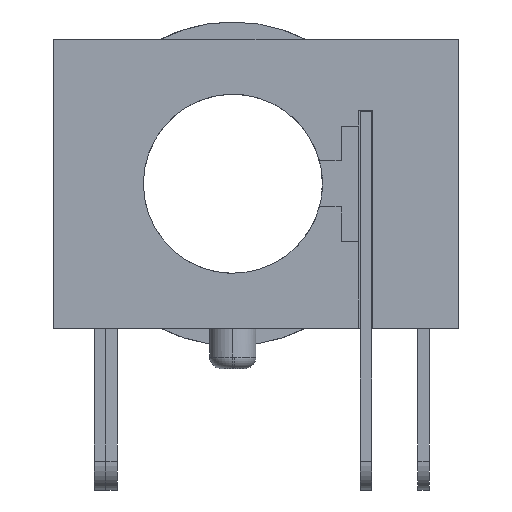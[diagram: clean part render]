
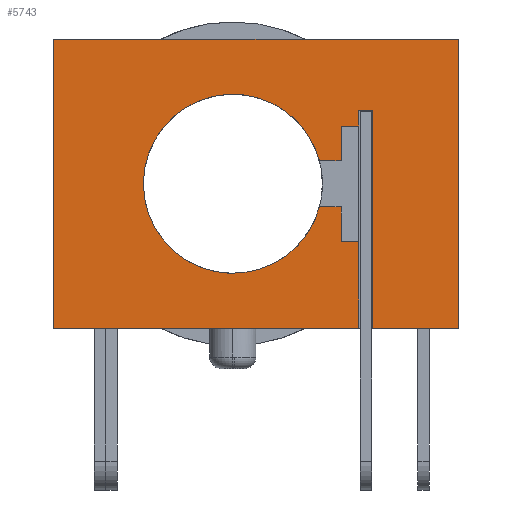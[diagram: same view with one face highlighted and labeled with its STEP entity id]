
A CAD part, front view. The second image highlights one B-rep face of the part: STEP entity #5743.
In plain terms, the highlighted planar face has unit normal (0, -1, 0).
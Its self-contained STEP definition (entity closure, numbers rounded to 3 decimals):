
#848 = VERTEX_POINT('',#849);
#849 = CARTESIAN_POINT('',(-0.8,-2.,5.3));
#855 = EDGE_CURVE('',#848,#856,#858,.T.);
#856 = VERTEX_POINT('',#857);
#857 = CARTESIAN_POINT('',(6.2,-2.,5.3));
#858 = LINE('',#859,#860);
#859 = CARTESIAN_POINT('',(-0.8,-2.,5.3));
#860 = VECTOR('',#861,1.);
#861 = DIRECTION('',(1.,0.,0.));
#4610 = EDGE_CURVE('',#856,#4611,#4613,.T.);
#4611 = VERTEX_POINT('',#4612);
#4612 = CARTESIAN_POINT('',(6.2,-2.,0.3));
#4613 = LINE('',#4614,#4615);
#4614 = CARTESIAN_POINT('',(6.2,-2.,5.3));
#4615 = VECTOR('',#4616,1.);
#4616 = DIRECTION('',(0.,0.,-1.));
#4688 = VERTEX_POINT('',#4689);
#4689 = CARTESIAN_POINT('',(4.475,-2.,0.3));
#4697 = EDGE_CURVE('',#4688,#4698,#4700,.T.);
#4698 = VERTEX_POINT('',#4699);
#4699 = CARTESIAN_POINT('',(-0.8,-2.,0.3));
#4700 = LINE('',#4701,#4702);
#4701 = CARTESIAN_POINT('',(4.475,-2.,0.3));
#4702 = VECTOR('',#4703,1.);
#4703 = DIRECTION('',(-1.,0.,0.));
#4923 = EDGE_CURVE('',#4611,#4924,#4926,.T.);
#4924 = VERTEX_POINT('',#4925);
#4925 = CARTESIAN_POINT('',(4.725,-2.,0.3));
#4926 = LINE('',#4927,#4928);
#4927 = CARTESIAN_POINT('',(6.2,-2.,0.3));
#4928 = VECTOR('',#4929,1.);
#4929 = DIRECTION('',(-1.,0.,0.));
#5473 = VERTEX_POINT('',#5474);
#5474 = CARTESIAN_POINT('',(4.475,-2.,1.8));
#5482 = EDGE_CURVE('',#5473,#4688,#5483,.T.);
#5483 = LINE('',#5484,#5485);
#5484 = CARTESIAN_POINT('',(4.475,-2.,1.8));
#5485 = VECTOR('',#5486,1.);
#5486 = DIRECTION('',(0.,0.,-1.));
#5491 = VERTEX_POINT('',#5492);
#5492 = CARTESIAN_POINT('',(4.475,-2.,4.074));
#5498 = EDGE_CURVE('',#5491,#5499,#5501,.T.);
#5499 = VERTEX_POINT('',#5500);
#5500 = CARTESIAN_POINT('',(4.475,-2.,3.8));
#5501 = LINE('',#5502,#5503);
#5502 = CARTESIAN_POINT('',(4.475,-2.,4.074));
#5503 = VECTOR('',#5504,1.);
#5504 = DIRECTION('',(0.,0.,-1.));
#5620 = VERTEX_POINT('',#5621);
#5621 = CARTESIAN_POINT('',(0.75,-2.,2.8));
#5627 = EDGE_CURVE('',#5628,#5620,#5630,.T.);
#5628 = VERTEX_POINT('',#5629);
#5629 = CARTESIAN_POINT('',(3.797,-2.,3.2));
#5630 = CIRCLE('',#5631,1.55);
#5631 = AXIS2_PLACEMENT_3D('',#5632,#5633,#5634);
#5632 = CARTESIAN_POINT('',(2.3,-2.,2.8));
#5633 = DIRECTION('',(0.,-1.,0.));
#5634 = DIRECTION('',(0.966,0.,0.258)
  );
#5652 = VERTEX_POINT('',#5653);
#5653 = CARTESIAN_POINT('',(3.797,-2.,2.4));
#5659 = EDGE_CURVE('',#5620,#5652,#5660,.T.);
#5660 = CIRCLE('',#5661,1.55);
#5661 = AXIS2_PLACEMENT_3D('',#5662,#5663,#5664);
#5662 = CARTESIAN_POINT('',(2.3,-2.,2.8));
#5663 = DIRECTION('',(0.,-1.,0.));
#5664 = DIRECTION('',(-1.,0.,0.));
#5684 = VERTEX_POINT('',#5685);
#5685 = CARTESIAN_POINT('',(4.175,-2.,2.4));
#5693 = EDGE_CURVE('',#5652,#5684,#5694,.T.);
#5694 = LINE('',#5695,#5696);
#5695 = CARTESIAN_POINT('',(3.797,-2.,2.4));
#5696 = VECTOR('',#5697,1.);
#5697 = DIRECTION('',(1.,0.,0.));
#5743 = ADVANCED_FACE('',(#5744),#5811,.F.);
#5744 = FACE_BOUND('',#5745,.T.);
#5745 = EDGE_LOOP('',(#5746,#5747,#5755,#5761,#5762,#5763,#5764,#5770,
    #5771,#5772,#5780,#5786,#5787,#5788,#5789,#5797,#5805));
#5746 = ORIENTED_EDGE('',*,*,#5498,.F.);
#5747 = ORIENTED_EDGE('',*,*,#5748,.F.);
#5748 = EDGE_CURVE('',#5749,#5491,#5751,.T.);
#5749 = VERTEX_POINT('',#5750);
#5750 = CARTESIAN_POINT('',(4.725,-2.,4.074));
#5751 = LINE('',#5752,#5753);
#5752 = CARTESIAN_POINT('',(4.725,-2.,4.074));
#5753 = VECTOR('',#5754,1.);
#5754 = DIRECTION('',(-1.,0.,0.));
#5755 = ORIENTED_EDGE('',*,*,#5756,.F.);
#5756 = EDGE_CURVE('',#4924,#5749,#5757,.T.);
#5757 = LINE('',#5758,#5759);
#5758 = CARTESIAN_POINT('',(4.725,-2.,0.3));
#5759 = VECTOR('',#5760,1.);
#5760 = DIRECTION('',(0.,0.,1.));
#5761 = ORIENTED_EDGE('',*,*,#4923,.F.);
#5762 = ORIENTED_EDGE('',*,*,#4610,.F.);
#5763 = ORIENTED_EDGE('',*,*,#855,.F.);
#5764 = ORIENTED_EDGE('',*,*,#5765,.F.);
#5765 = EDGE_CURVE('',#4698,#848,#5766,.T.);
#5766 = LINE('',#5767,#5768);
#5767 = CARTESIAN_POINT('',(-0.8,-2.,0.3));
#5768 = VECTOR('',#5769,1.);
#5769 = DIRECTION('',(0.,0.,1.));
#5770 = ORIENTED_EDGE('',*,*,#4697,.F.);
#5771 = ORIENTED_EDGE('',*,*,#5482,.F.);
#5772 = ORIENTED_EDGE('',*,*,#5773,.F.);
#5773 = EDGE_CURVE('',#5774,#5473,#5776,.T.);
#5774 = VERTEX_POINT('',#5775);
#5775 = CARTESIAN_POINT('',(4.175,-2.,1.8));
#5776 = LINE('',#5777,#5778);
#5777 = CARTESIAN_POINT('',(4.175,-2.,1.8));
#5778 = VECTOR('',#5779,1.);
#5779 = DIRECTION('',(1.,0.,0.));
#5780 = ORIENTED_EDGE('',*,*,#5781,.F.);
#5781 = EDGE_CURVE('',#5684,#5774,#5782,.T.);
#5782 = LINE('',#5783,#5784);
#5783 = CARTESIAN_POINT('',(4.175,-2.,2.4));
#5784 = VECTOR('',#5785,1.);
#5785 = DIRECTION('',(0.,0.,-1.));
#5786 = ORIENTED_EDGE('',*,*,#5693,.F.);
#5787 = ORIENTED_EDGE('',*,*,#5659,.F.);
#5788 = ORIENTED_EDGE('',*,*,#5627,.F.);
#5789 = ORIENTED_EDGE('',*,*,#5790,.F.);
#5790 = EDGE_CURVE('',#5791,#5628,#5793,.T.);
#5791 = VERTEX_POINT('',#5792);
#5792 = CARTESIAN_POINT('',(4.175,-2.,3.2));
#5793 = LINE('',#5794,#5795);
#5794 = CARTESIAN_POINT('',(4.175,-2.,3.2));
#5795 = VECTOR('',#5796,1.);
#5796 = DIRECTION('',(-1.,0.,0.));
#5797 = ORIENTED_EDGE('',*,*,#5798,.F.);
#5798 = EDGE_CURVE('',#5799,#5791,#5801,.T.);
#5799 = VERTEX_POINT('',#5800);
#5800 = CARTESIAN_POINT('',(4.175,-2.,3.8));
#5801 = LINE('',#5802,#5803);
#5802 = CARTESIAN_POINT('',(4.175,-2.,3.8));
#5803 = VECTOR('',#5804,1.);
#5804 = DIRECTION('',(0.,0.,-1.));
#5805 = ORIENTED_EDGE('',*,*,#5806,.F.);
#5806 = EDGE_CURVE('',#5499,#5799,#5807,.T.);
#5807 = LINE('',#5808,#5809);
#5808 = CARTESIAN_POINT('',(4.475,-2.,3.8));
#5809 = VECTOR('',#5810,1.);
#5810 = DIRECTION('',(-1.,0.,0.));
#5811 = PLANE('',#5812);
#5812 = AXIS2_PLACEMENT_3D('',#5813,#5814,#5815);
#5813 = CARTESIAN_POINT('',(2.3,-2.,2.8));
#5814 = DIRECTION('',(0.,1.,0.));
#5815 = DIRECTION('',(-1.,0.,0.));
